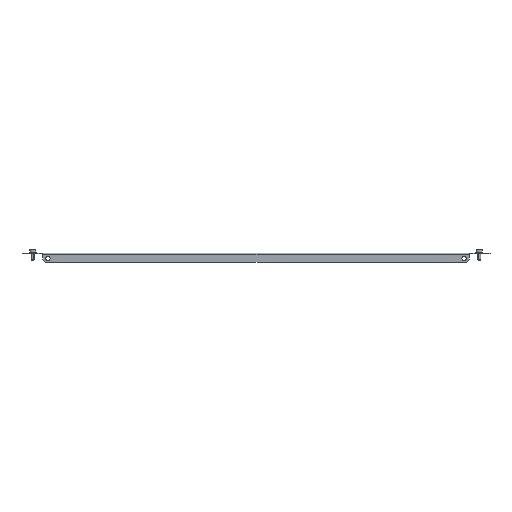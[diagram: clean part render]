
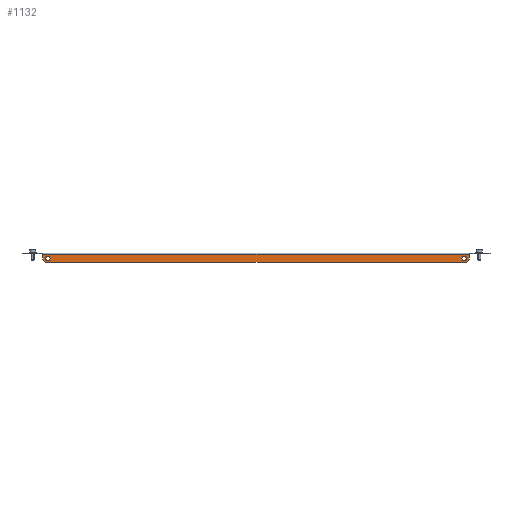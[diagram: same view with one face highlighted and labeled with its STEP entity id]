
A CAD part, front view. The second image highlights one B-rep face of the part: STEP entity #1132.
In plain terms, the highlighted planar face has unit normal (0, -1, 0).
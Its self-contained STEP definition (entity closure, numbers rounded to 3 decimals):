
#15 = DIRECTION ( 'NONE',  ( 0., -1., 0. ) ) ;
#241 = CIRCLE ( 'NONE', #1269, 3.25 ) ;
#267 = DIRECTION ( 'NONE',  ( 0.707, 0., -0.707 ) ) ;
#277 = CIRCLE ( 'NONE', #3849, 3.25 ) ;
#345 = VECTOR ( 'NONE', #2744, 1000. ) ;
#367 = LINE ( 'NONE', #1091, #4461 ) ;
#373 = ORIENTED_EDGE ( 'NONE', *, *, #1162, .T. ) ;
#379 = VERTEX_POINT ( 'NONE', #3655 ) ;
#418 = CARTESIAN_POINT ( 'NONE',  ( 163.25, -99.5, -163.25 ) ) ;
#488 = EDGE_LOOP ( 'NONE', ( #1186, #3482, #373, #1801, #3399, #4756 ) ) ;
#508 = CARTESIAN_POINT ( 'NONE',  ( 0., -99.5, -14. ) ) ;
#635 = EDGE_CURVE ( 'NONE', #2789, #4793, #2573, .T. ) ;
#825 = CARTESIAN_POINT ( 'NONE',  ( -312.5, -99.5, -14. ) ) ;
#836 = ORIENTED_EDGE ( 'NONE', *, *, #1444, .F. ) ;
#863 = CARTESIAN_POINT ( 'NONE',  ( -309.5, -99.5, -11.25 ) ) ;
#913 = VECTOR ( 'NONE', #2145, 1000. ) ;
#919 = VECTOR ( 'NONE', #4162, 1000. ) ;
#961 = CARTESIAN_POINT ( 'NONE',  ( 309.5, -99.5, -8. ) ) ;
#972 = VERTEX_POINT ( 'NONE', #3532 ) ;
#1059 = CARTESIAN_POINT ( 'NONE',  ( -309.5, -99.5, -8. ) ) ;
#1091 = CARTESIAN_POINT ( 'NONE',  ( 317.5, -99.5, 0. ) ) ;
#1132 = ADVANCED_FACE ( 'NONE', ( #4136, #3464, #2244 ), #2270, .T. ) ;
#1162 = EDGE_CURVE ( 'NONE', #1930, #2789, #367, .T. ) ;
#1186 = ORIENTED_EDGE ( 'NONE', *, *, #1283, .T. ) ;
#1229 = CARTESIAN_POINT ( 'NONE',  ( -317.5, -99.5, -2. ) ) ;
#1269 = AXIS2_PLACEMENT_3D ( 'NONE', #1059, #1838, #3787 ) ;
#1283 = EDGE_CURVE ( 'NONE', #3599, #379, #3161, .T. ) ;
#1308 = VERTEX_POINT ( 'NONE', #863 ) ;
#1381 = CARTESIAN_POINT ( 'NONE',  ( 0., -99.5, -2. ) ) ;
#1444 = EDGE_CURVE ( 'NONE', #1627, #3476, #4151, .T. ) ;
#1483 = DIRECTION ( 'NONE',  ( 0., 0., 1. ) ) ;
#1512 = EDGE_LOOP ( 'NONE', ( #2652, #2034 ) ) ;
#1534 = CARTESIAN_POINT ( 'NONE',  ( 317.5, -99.5, -9. ) ) ;
#1576 = CARTESIAN_POINT ( 'NONE',  ( -317.5, -99.5, 0. ) ) ;
#1627 = VERTEX_POINT ( 'NONE', #1813 ) ;
#1801 = ORIENTED_EDGE ( 'NONE', *, *, #635, .T. ) ;
#1813 = CARTESIAN_POINT ( 'NONE',  ( 309.5, -99.5, -4.75 ) ) ;
#1838 = DIRECTION ( 'NONE',  ( 0., 1., 0. ) ) ;
#1862 = DIRECTION ( 'NONE',  ( 0., -1., 0. ) ) ;
#1930 = VERTEX_POINT ( 'NONE', #1534 ) ;
#1946 = DIRECTION ( 'NONE',  ( 0., 0., -1. ) ) ;
#1998 = AXIS2_PLACEMENT_3D ( 'NONE', #961, #2545, #2120 ) ;
#2034 = ORIENTED_EDGE ( 'NONE', *, *, #3263, .T. ) ;
#2061 = EDGE_CURVE ( 'NONE', #972, #1308, #277, .T. ) ;
#2120 = DIRECTION ( 'NONE',  ( 0., 0., 1. ) ) ;
#2145 = DIRECTION ( 'NONE',  ( -1., 0., 0. ) ) ;
#2163 = DIRECTION ( 'NONE',  ( 0., 0., 1. ) ) ;
#2244 = FACE_OUTER_BOUND ( 'NONE', #488, .T. ) ;
#2270 = PLANE ( 'NONE',  #3757 ) ;
#2279 = CARTESIAN_POINT ( 'NONE',  ( 309.5, -99.5, -11.25 ) ) ;
#2289 = VERTEX_POINT ( 'NONE', #2857 ) ;
#2379 = CARTESIAN_POINT ( 'NONE',  ( 317.5, -99.5, -2. ) ) ;
#2545 = DIRECTION ( 'NONE',  ( 0., -1., 0. ) ) ;
#2573 = LINE ( 'NONE', #1381, #913 ) ;
#2604 = DIRECTION ( 'NONE',  ( 0., 0., 1. ) ) ;
#2652 = ORIENTED_EDGE ( 'NONE', *, *, #2061, .T. ) ;
#2744 = DIRECTION ( 'NONE',  ( 1., 0., 0. ) ) ;
#2789 = VERTEX_POINT ( 'NONE', #2379 ) ;
#2857 = CARTESIAN_POINT ( 'NONE',  ( -317.5, -99.5, -9. ) ) ;
#2940 = DIRECTION ( 'NONE',  ( 0., 0., 1. ) ) ;
#3150 = VECTOR ( 'NONE', #267, 1000. ) ;
#3161 = LINE ( 'NONE', #508, #345 ) ;
#3263 = EDGE_CURVE ( 'NONE', #1308, #972, #241, .T. ) ;
#3274 = EDGE_LOOP ( 'NONE', ( #836, #4819 ) ) ;
#3399 = ORIENTED_EDGE ( 'NONE', *, *, #4829, .T. ) ;
#3464 = FACE_BOUND ( 'NONE', #1512, .T. ) ;
#3476 = VERTEX_POINT ( 'NONE', #2279 ) ;
#3482 = ORIENTED_EDGE ( 'NONE', *, *, #4634, .T. ) ;
#3532 = CARTESIAN_POINT ( 'NONE',  ( -309.5, -99.5, -4.75 ) ) ;
#3534 = LINE ( 'NONE', #1576, #4088 ) ;
#3599 = VERTEX_POINT ( 'NONE', #825 ) ;
#3655 = CARTESIAN_POINT ( 'NONE',  ( 312.5, -99.5, -14. ) ) ;
#3671 = CARTESIAN_POINT ( 'NONE',  ( -163.25, -99.5, -163.25 ) ) ;
#3757 = AXIS2_PLACEMENT_3D ( 'NONE', #4553, #15, #1483 ) ;
#3787 = DIRECTION ( 'NONE',  ( 0., 0., 1. ) ) ;
#3849 = AXIS2_PLACEMENT_3D ( 'NONE', #4797, #4769, #2163 ) ;
#3895 = EDGE_CURVE ( 'NONE', #2289, #3599, #4832, .T. ) ;
#4088 = VECTOR ( 'NONE', #1946, 1000. ) ;
#4110 = EDGE_CURVE ( 'NONE', #3476, #1627, #4899, .T. ) ;
#4136 = FACE_BOUND ( 'NONE', #3274, .T. ) ;
#4137 = LINE ( 'NONE', #418, #919 ) ;
#4151 = CIRCLE ( 'NONE', #1998, 3.25 ) ;
#4162 = DIRECTION ( 'NONE',  ( 0.707, 0., 0.707 ) ) ;
#4418 = AXIS2_PLACEMENT_3D ( 'NONE', #4541, #1862, #2940 ) ;
#4461 = VECTOR ( 'NONE', #2604, 1000. ) ;
#4541 = CARTESIAN_POINT ( 'NONE',  ( 309.5, -99.5, -8. ) ) ;
#4553 = CARTESIAN_POINT ( 'NONE',  ( 0., -99.5, 0. ) ) ;
#4634 = EDGE_CURVE ( 'NONE', #379, #1930, #4137, .T. ) ;
#4756 = ORIENTED_EDGE ( 'NONE', *, *, #3895, .T. ) ;
#4769 = DIRECTION ( 'NONE',  ( 0., 1., 0. ) ) ;
#4793 = VERTEX_POINT ( 'NONE', #1229 ) ;
#4797 = CARTESIAN_POINT ( 'NONE',  ( -309.5, -99.5, -8. ) ) ;
#4819 = ORIENTED_EDGE ( 'NONE', *, *, #4110, .F. ) ;
#4829 = EDGE_CURVE ( 'NONE', #4793, #2289, #3534, .T. ) ;
#4832 = LINE ( 'NONE', #3671, #3150 ) ;
#4899 = CIRCLE ( 'NONE', #4418, 3.25 ) ;
